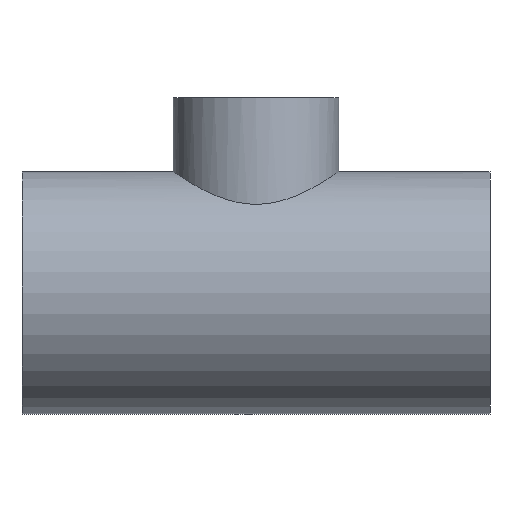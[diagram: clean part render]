
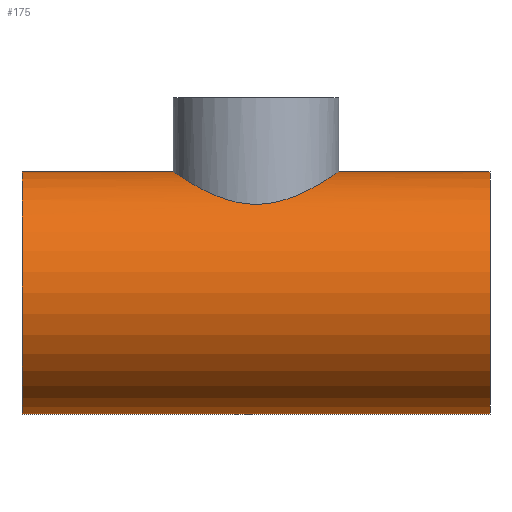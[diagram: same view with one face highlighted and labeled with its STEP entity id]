
A CAD part, front view. The second image highlights one B-rep face of the part: STEP entity #175.
In plain terms, the highlighted cylindrical face has radius 20.5 mm (diameter 41 mm), a full revolution.
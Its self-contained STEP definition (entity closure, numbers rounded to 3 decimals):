
#20=B_SPLINE_CURVE_WITH_KNOTS($,3,(#282,#283,#284,#285,#286,#287,#288,#289,
#290,#291,#292,#293,#294,#295,#296,#297,#298,#299,#300,#301,#302,#303,#304,
#305,#306,#307),.UNSPECIFIED.,.F.,.F.,(4,2,2,2,2,2,2,2,2,2,2,2,4),(2.203,
2.477,2.75,3.298,3.852,4.129,
4.406,4.683,4.961,5.515,6.062,
6.336,6.609),.UNSPECIFIED.);
#21=B_SPLINE_CURVE_WITH_KNOTS($,3,(#309,#310,#311,#312,#313,#314,#315,#316,
#317,#318,#319,#320,#321,#322),.UNSPECIFIED.,.F.,.F.,(4,2,2,2,2,2,4),(-2.203,
-1.93,-1.656,-1.109,-0.554,
-0.277,0.),.UNSPECIFIED.);
#22=B_SPLINE_CURVE_WITH_KNOTS($,3,(#323,#324,#325,#326,#327,#328,#329,#330,
#331,#332,#333,#334,#335,#336),.UNSPECIFIED.,.F.,.F.,(4,2,2,2,2,2,4),(-8.813,
-8.536,-8.258,-7.704,-7.157,
-6.883,-6.609),.UNSPECIFIED.);
#28=FACE_BOUND($,#59,.T.);
#29=FACE_BOUND($,#60,.T.);
#43=FACE_OUTER_BOUND($,#58,.T.);
#58=EDGE_LOOP($,(#134));
#59=EDGE_LOOP($,(#135,#136,#137));
#60=EDGE_LOOP($,(#138));
#86=CIRCLE($,#196,20.5);
#87=CIRCLE($,#197,20.5);
#98=VERTEX_POINT($,#278);
#99=VERTEX_POINT($,#280);
#100=VERTEX_POINT($,#281);
#101=VERTEX_POINT($,#308);
#102=VERTEX_POINT($,#337);
#116=EDGE_CURVE($,#98,#98,#86,.T.);
#117=EDGE_CURVE($,#99,#100,#20,.T.);
#118=EDGE_CURVE($,#100,#101,#21,.T.);
#119=EDGE_CURVE($,#101,#99,#22,.T.);
#120=EDGE_CURVE($,#102,#102,#87,.T.);
#134=ORIENTED_EDGE($,*,*,#116,.T.);
#135=ORIENTED_EDGE($,*,*,#117,.T.);
#136=ORIENTED_EDGE($,*,*,#118,.T.);
#137=ORIENTED_EDGE($,*,*,#119,.T.);
#138=ORIENTED_EDGE($,*,*,#120,.F.);
#168=CYLINDRICAL_SURFACE($,#195,20.5);
#175=ADVANCED_FACE($,(#43,#28,#29),#168,.T.);
#195=AXIS2_PLACEMENT_3D($,#277,#228,#229);
#196=AXIS2_PLACEMENT_3D($,#279,#230,#231);
#197=AXIS2_PLACEMENT_3D($,#338,#232,#233);
#228=DIRECTION('center_axis',(-1.,0.,0.));
#229=DIRECTION('ref_axis',(0.,0.,-1.));
#230=DIRECTION('center_axis',(-1.,0.,0.));
#231=DIRECTION('ref_axis',(0.,0.,-1.));
#232=DIRECTION('center_axis',(-1.,0.,0.));
#233=DIRECTION('ref_axis',(0.,0.,-1.));
#277=CARTESIAN_POINT('Origin',(17.5,0.,0.));
#278=CARTESIAN_POINT('',(57.,0.,20.5));
#279=CARTESIAN_POINT('Origin',(57.,0.,0.));
#280=CARTESIAN_POINT('',(31.5,0.,20.5));
#281=CARTESIAN_POINT('',(3.5,0.,20.5));
#282=CARTESIAN_POINT('Ctrl Pts',(31.5,0.,20.5));
#283=CARTESIAN_POINT('Ctrl Pts',(31.5,-0.912,20.5));
#284=CARTESIAN_POINT('Ctrl Pts',(31.409,-1.846,20.438));
#285=CARTESIAN_POINT('Ctrl Pts',(31.039,-3.684,20.188));
#286=CARTESIAN_POINT('Ctrl Pts',(30.76,-4.588,20.));
#287=CARTESIAN_POINT('Ctrl Pts',(29.672,-7.164,19.29));
#288=CARTESIAN_POINT('Ctrl Pts',(28.601,-8.698,18.614));
#289=CARTESIAN_POINT('Ctrl Pts',(26.182,-11.117,17.28));
#290=CARTESIAN_POINT('Ctrl Pts',(24.652,-12.177,16.518));
#291=CARTESIAN_POINT('Ctrl Pts',(22.093,-13.258,15.643));
#292=CARTESIAN_POINT('Ctrl Pts',(21.195,-13.536,15.398));
#293=CARTESIAN_POINT('Ctrl Pts',(19.36,-13.907,15.063));
#294=CARTESIAN_POINT('Ctrl Pts',(18.424,-14.,14.975));
#295=CARTESIAN_POINT('Ctrl Pts',(16.576,-14.,14.975));
#296=CARTESIAN_POINT('Ctrl Pts',(15.64,-13.907,15.063));
#297=CARTESIAN_POINT('Ctrl Pts',(13.805,-13.536,15.398));
#298=CARTESIAN_POINT('Ctrl Pts',(12.907,-13.258,15.643));
#299=CARTESIAN_POINT('Ctrl Pts',(10.348,-12.177,16.518));
#300=CARTESIAN_POINT('Ctrl Pts',(8.818,-11.117,17.28));
#301=CARTESIAN_POINT('Ctrl Pts',(6.399,-8.698,18.614));
#302=CARTESIAN_POINT('Ctrl Pts',(5.328,-7.164,19.29));
#303=CARTESIAN_POINT('Ctrl Pts',(4.24,-4.588,20.));
#304=CARTESIAN_POINT('Ctrl Pts',(3.961,-3.684,20.188));
#305=CARTESIAN_POINT('Ctrl Pts',(3.591,-1.846,20.438));
#306=CARTESIAN_POINT('Ctrl Pts',(3.5,-0.912,20.5));
#307=CARTESIAN_POINT('Ctrl Pts',(3.5,0.,20.5));
#308=CARTESIAN_POINT('',(17.5,14.,14.975));
#309=CARTESIAN_POINT('Ctrl Pts',(3.5,0.,20.5));
#310=CARTESIAN_POINT('Ctrl Pts',(3.5,0.912,20.5));
#311=CARTESIAN_POINT('Ctrl Pts',(3.591,1.846,20.438));
#312=CARTESIAN_POINT('Ctrl Pts',(3.961,3.684,20.188));
#313=CARTESIAN_POINT('Ctrl Pts',(4.24,4.588,20.));
#314=CARTESIAN_POINT('Ctrl Pts',(5.328,7.164,19.29));
#315=CARTESIAN_POINT('Ctrl Pts',(6.399,8.698,18.614));
#316=CARTESIAN_POINT('Ctrl Pts',(8.818,11.117,17.28));
#317=CARTESIAN_POINT('Ctrl Pts',(10.348,12.177,16.518));
#318=CARTESIAN_POINT('Ctrl Pts',(12.907,13.258,15.643));
#319=CARTESIAN_POINT('Ctrl Pts',(13.805,13.536,15.398));
#320=CARTESIAN_POINT('Ctrl Pts',(15.64,13.907,15.063));
#321=CARTESIAN_POINT('Ctrl Pts',(16.576,14.,14.975));
#322=CARTESIAN_POINT('Ctrl Pts',(17.5,14.,14.975));
#323=CARTESIAN_POINT('Ctrl Pts',(17.5,14.,14.975));
#324=CARTESIAN_POINT('Ctrl Pts',(18.424,14.,14.975));
#325=CARTESIAN_POINT('Ctrl Pts',(19.36,13.907,15.063));
#326=CARTESIAN_POINT('Ctrl Pts',(21.195,13.536,15.398));
#327=CARTESIAN_POINT('Ctrl Pts',(22.093,13.258,15.643));
#328=CARTESIAN_POINT('Ctrl Pts',(24.652,12.177,16.518));
#329=CARTESIAN_POINT('Ctrl Pts',(26.182,11.117,17.28));
#330=CARTESIAN_POINT('Ctrl Pts',(28.601,8.698,18.614));
#331=CARTESIAN_POINT('Ctrl Pts',(29.672,7.164,19.29));
#332=CARTESIAN_POINT('Ctrl Pts',(30.76,4.588,20.));
#333=CARTESIAN_POINT('Ctrl Pts',(31.039,3.684,20.188));
#334=CARTESIAN_POINT('Ctrl Pts',(31.409,1.846,20.438));
#335=CARTESIAN_POINT('Ctrl Pts',(31.5,0.912,20.5));
#336=CARTESIAN_POINT('Ctrl Pts',(31.5,0.,20.5));
#337=CARTESIAN_POINT('',(-22.,0.,20.5));
#338=CARTESIAN_POINT('Origin',(-22.,0.,0.));
